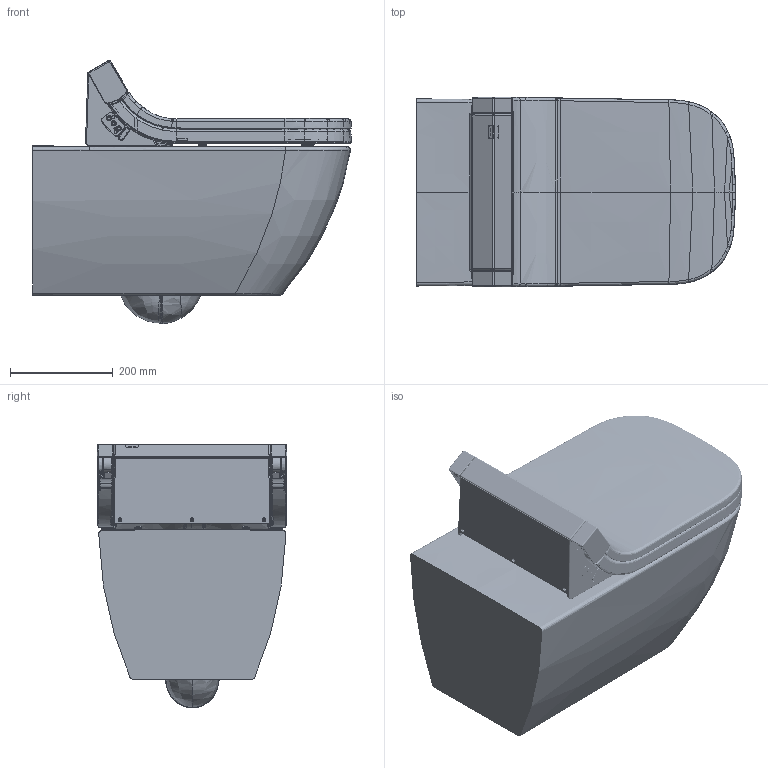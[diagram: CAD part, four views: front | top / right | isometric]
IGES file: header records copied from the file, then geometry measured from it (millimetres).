
Global section: file name: No Iges File Name specified; native system: Autodesk Inventor 2011; preprocessor: AutoDesk Inventor Iges Exporter R2011; author: Administrator; date: 20141107.174211; units: millimetre
Bounding box: 621.74 x 370.01 x 513.96 mm (x, y, z)
Volume: 38048094.6 mm3; surface area: 2366591.3 mm2
Topology: 21 solids, 21 shells, 7570 faces, 19702 edges, 12203 vertices
Faces by surface type: plane 3443, bspline 2641, revolution 728, cylinder 603, cone 97, torus 30, sphere 28
